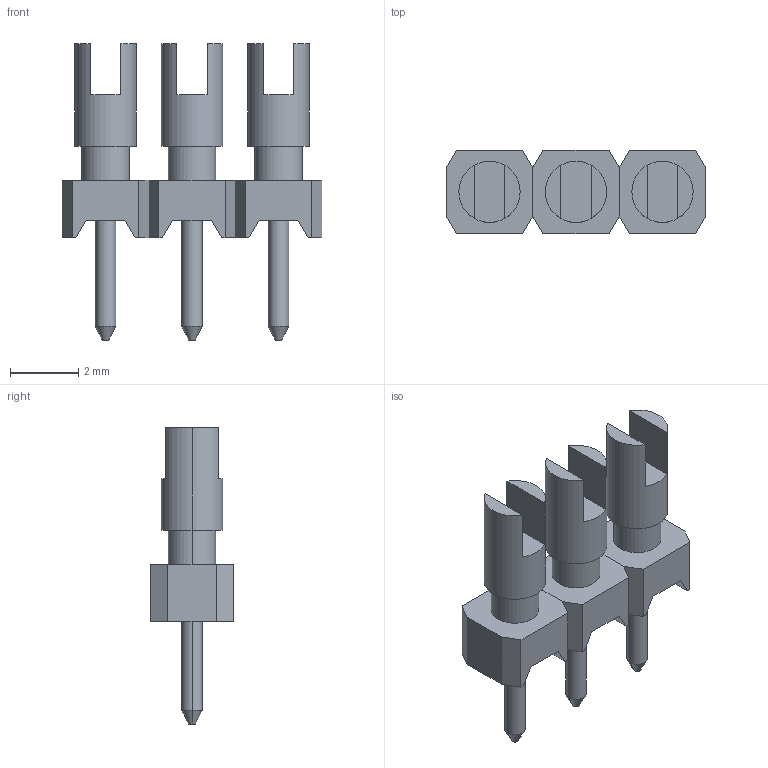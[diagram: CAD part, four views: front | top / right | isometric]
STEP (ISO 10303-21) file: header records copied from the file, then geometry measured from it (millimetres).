
FILE_DESCRIPTION((''),'2;1');
FILE_NAME('STELVIO-KONTEK_3310600103500.stp','2013-08-27T11:41:00',(''),(''),'Mechanical Desktop 2011','Mechanical Desktop 2011',', , ');
FILE_SCHEMA(('AUTOMOTIVE_DESIGN { 1 2 10303 214 1 1 1 1 }'));
Length unit declared in the file: millimetre
Products named in the file (1): Product
Bounding box: 7.62 x 2.45 x 8.7 mm (x, y, z)
Volume: 48 mm3; surface area: 196.2 mm2
Topology: 12 solids, 12 shells, 96 faces, 210 edges, 138 vertices
Faces by surface type: plane 72, cylinder 18, cone 6
Entity records: 2661 total; most frequent: DIRECTION 458, CARTESIAN_POINT 445, ORIENTED_EDGE 420, EDGE_CURVE 210, VECTOR 156, LINE 156, AXIS2_PLACEMENT_3D 151, VERTEX_POINT 138
